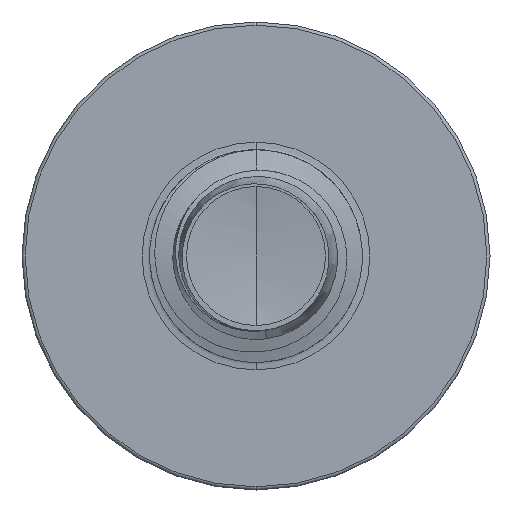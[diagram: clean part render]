
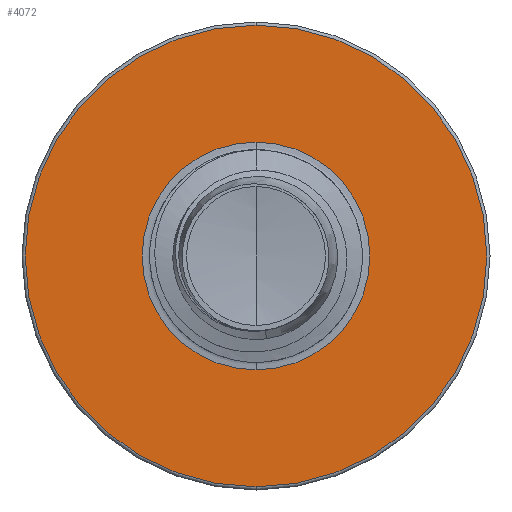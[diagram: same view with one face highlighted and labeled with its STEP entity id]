
A CAD part, front view. The second image highlights one B-rep face of the part: STEP entity #4072.
In plain terms, the highlighted planar face has unit normal (0, -1, 0).
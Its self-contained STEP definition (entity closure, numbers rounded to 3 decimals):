
#715 = CARTESIAN_POINT ( 'NONE',  ( 0., 6., 2.677 ) ) ;
#1689 = CIRCLE ( 'NONE', #4753, 2.677 ) ;
#2145 = ORIENTED_EDGE ( 'NONE', *, *, #10634, .F. ) ;
#2719 = CARTESIAN_POINT ( 'NONE',  ( 0., 6., 5.425 ) ) ;
#4072 = ADVANCED_FACE ( 'NONE', ( #5788, #5922 ), #7320, .F. ) ;
#4090 = EDGE_CURVE ( 'NONE', #11991, #6031, #5837, .T. ) ;
#4753 = AXIS2_PLACEMENT_3D ( 'NONE', #6143, #6131, #6126 ) ;
#5788 = FACE_OUTER_BOUND ( 'NONE', #10233, .T. ) ;
#5837 = CIRCLE ( 'NONE', #10866, 5.425 ) ;
#5922 = FACE_BOUND ( 'NONE', #11162, .T. ) ;
#6031 = VERTEX_POINT ( 'NONE', #2719 ) ;
#6091 = DIRECTION ( 'NONE',  ( 0., 1., 0. ) ) ;
#6126 = DIRECTION ( 'NONE',  ( 0., 0., 1. ) ) ;
#6131 = DIRECTION ( 'NONE',  ( 0., 1., 0. ) ) ;
#6143 = CARTESIAN_POINT ( 'NONE',  ( 0., 6., 0. ) ) ;
#6720 = ORIENTED_EDGE ( 'NONE', *, *, #12558, .T. ) ;
#7121 = ORIENTED_EDGE ( 'NONE', *, *, #4090, .F. ) ;
#7169 = DIRECTION ( 'NONE',  ( 0., 0., 1. ) ) ;
#7174 = DIRECTION ( 'NONE',  ( 0., 1., 0. ) ) ;
#7200 = CARTESIAN_POINT ( 'NONE',  ( 0., 6., 0. ) ) ;
#7276 = DIRECTION ( 'NONE',  ( 0., 0., 1. ) ) ;
#7291 = DIRECTION ( 'NONE',  ( 0., 1., 0. ) ) ;
#7320 = PLANE ( 'NONE',  #10617 ) ;
#7470 = CARTESIAN_POINT ( 'NONE',  ( 0., 6., -2.677 ) ) ;
#8554 = AXIS2_PLACEMENT_3D ( 'NONE', #15063, #15038, #15025 ) ;
#9234 = CIRCLE ( 'NONE', #10658, 2.677 ) ;
#10130 = VERTEX_POINT ( 'NONE', #715 ) ;
#10233 = EDGE_LOOP ( 'NONE', ( #2145, #7121 ) ) ;
#10617 = AXIS2_PLACEMENT_3D ( 'NONE', #7470, #7291, #7276 ) ;
#10634 = EDGE_CURVE ( 'NONE', #6031, #11991, #13863, .T. ) ;
#10658 = AXIS2_PLACEMENT_3D ( 'NONE', #12680, #6091, #13220 ) ;
#10821 = CARTESIAN_POINT ( 'NONE',  ( 0., 6., -2.677 ) ) ;
#10866 = AXIS2_PLACEMENT_3D ( 'NONE', #7200, #7174, #7169 ) ;
#11162 = EDGE_LOOP ( 'NONE', ( #14909, #6720 ) ) ;
#11268 = VERTEX_POINT ( 'NONE', #10821 ) ;
#11991 = VERTEX_POINT ( 'NONE', #14794 ) ;
#12558 = EDGE_CURVE ( 'NONE', #11268, #10130, #1689, .T. ) ;
#12680 = CARTESIAN_POINT ( 'NONE',  ( 0., 6., 0. ) ) ;
#13220 = DIRECTION ( 'NONE',  ( 0., 0., 1. ) ) ;
#13749 = EDGE_CURVE ( 'NONE', #10130, #11268, #9234, .T. ) ;
#13863 = CIRCLE ( 'NONE', #8554, 5.425 ) ;
#14794 = CARTESIAN_POINT ( 'NONE',  ( 0., 6., -5.425 ) ) ;
#14909 = ORIENTED_EDGE ( 'NONE', *, *, #13749, .T. ) ;
#15025 = DIRECTION ( 'NONE',  ( 0., 0., 1. ) ) ;
#15038 = DIRECTION ( 'NONE',  ( 0., 1., 0. ) ) ;
#15063 = CARTESIAN_POINT ( 'NONE',  ( 0., 6., 0. ) ) ;
